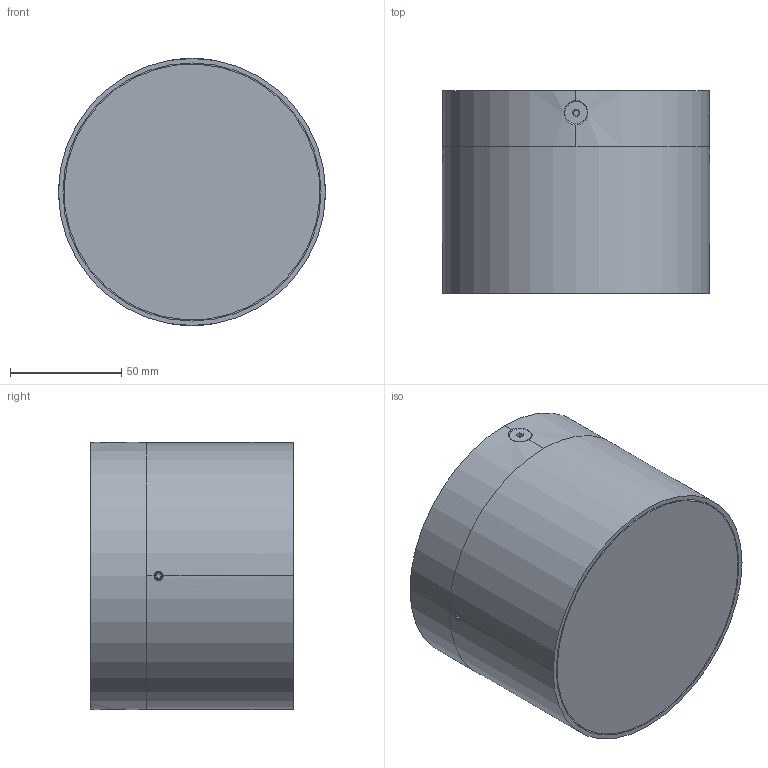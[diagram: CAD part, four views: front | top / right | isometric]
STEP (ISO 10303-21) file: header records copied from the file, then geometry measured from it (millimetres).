
FILE_DESCRIPTION (( 'STEP AP203' ), '1' );
FILE_NAME ('NIDAROS_70.STEP', '2024-02-02T09:59:24', ( '' ), ( '' ), 'SwSTEP 2.0', 'SolidWorks 2022', '' );
FILE_SCHEMA (( 'CONFIG_CONTROL_DESIGN' ));
Length unit declared in the file: millimetre
Products named in the file (10): M212_Szybka_rs_M212 W2; WKR STOZ IMB M5x_rs_x12; Wkręt walc imb_M4x_rs_M4 x 06; M88A-385-1-05w4 korpus klosza_M212AW5_obr_rs; M212_Tuba W3_rs_M212AW4_Rura 70; socket set screw cone point_din_DIN 914 - M4 x 8-N; M212_Obudowa_rs_M212AW4_Rura 70; M212_Tuba_rs_M212AW4_Rura 70; M212_Korpus kpl_rs_M212AW5_Rura 70; NIDAROS_70
Assembly tree (11 placements, depth 4):
  NIDAROS_70
    M212_Korpus kpl_rs_M212AW5_Rura 70
      M88A-385-1-05w4 korpus klosza_M212AW5_obr_rs
      Wkręt walc imb_M4x_rs_M4 x 06
    M212_Tuba_rs_M212AW4_Rura 70
      M212_Tuba W3_rs_M212AW4_Rura 70
        M212_Obudowa_rs_M212AW4_Rura 70
        M212_Szybka_rs_M212 W2
      socket set screw cone point_din_DIN 914 - M4 x 8-N  x2
    WKR STOZ IMB M5x_rs_x12  x2
Bounding box: 120.27 x 91 x 120 mm (x, y, z)
Volume: 299685.2 mm3; surface area: 150617.1 mm2
Topology: 9 solids, 9 shells, 432 faces, 1041 edges, 600 vertices
Faces by surface type: plane 116, cylinder 114, cone 74, bspline 72, torus 34, sphere 22
Entity records: 14220 total; most frequent: CARTESIAN_POINT 4541, ORIENTED_EDGE 1838, DIRECTION 1767, EDGE_CURVE 919, AXIS2_PLACEMENT_3D 725, VERTEX_POINT 552, EDGE_LOOP 425, ADVANCED_FACE 394
